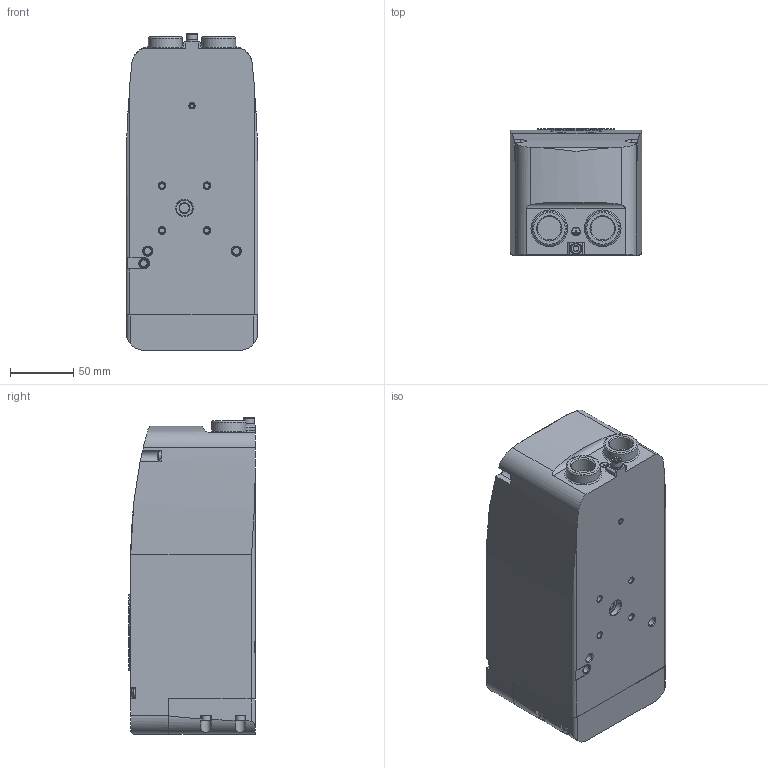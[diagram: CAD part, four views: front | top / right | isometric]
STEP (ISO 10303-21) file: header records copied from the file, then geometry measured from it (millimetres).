
FILE_DESCRIPTION(/* description */ ('STEP AP214'),/* implementation_level */ '2;1');
FILE_NAME(/* name */ '8097423_CMSH-SE-VDE1-D-A-AL-G14-C1M20-HA',/* time_stamp */ '2024-08-06T14:15:48+02:00',/* author */ ('License CC BY-ND 4.0'),/* organization */ ('CADENAS'),/* preprocessor_version */ 'ST-DEVELOPER v19.3',/* originating_system */ 'PARTsolutions',/* authorisation */ ' ');
FILE_SCHEMA (('AUTOMOTIVE_DESIGN {1 0 10303 214 3 1 1}'));
Length unit declared in the file: millimetre
Products named in the file (4): 8097423 CMSH-SE-VDE1-D-A-AL-G14-C1M20-HA---(high); 8148076 CMSH-SE-M20---(high_h); 8108161 CAPS-M1-VDE1-D-A-AL-G14---(high_m); ISO-4762 M4x20
Assembly tree (6 placements, depth 2):
  8097423 CMSH-SE-VDE1-D-A-AL-G14-C1M20-HA---(high)
    8148076 CMSH-SE-M20---(high_h)
    8108161 CAPS-M1-VDE1-D-A-AL-G14---(high_m)
    ISO-4762 M4x20  x4
Bounding box: 104 x 100 x 250 mm (x, y, z)
Volume: 2344986 mm3; surface area: 144542 mm2
Topology: 6 solids, 6 shells, 502 faces, 1185 edges, 766 vertices
Faces by surface type: plane 288, cylinder 115, cone 64, torus 35
Full cylindrical faces by diameter (mm): 3 x6, 3.242 x4, 4 x13, 4.3 x4, 4.917 x4, 5 x12, 6.525 x1, 6.647 x2, 7 x5, 8.5 x1, 9.2 x1, 11.445 x4, 18.376 x2, 27 x2, 40.5 x1
Entity records: 11809 total; most frequent: CARTESIAN_POINT 2377, DIRECTION 1942, ORIENTED_EDGE 1740, EDGE_CURVE 870, AXIS2_PLACEMENT_3D 722, VERTEX_POINT 635, FACE_BOUND 603, EDGE_LOOP 602
